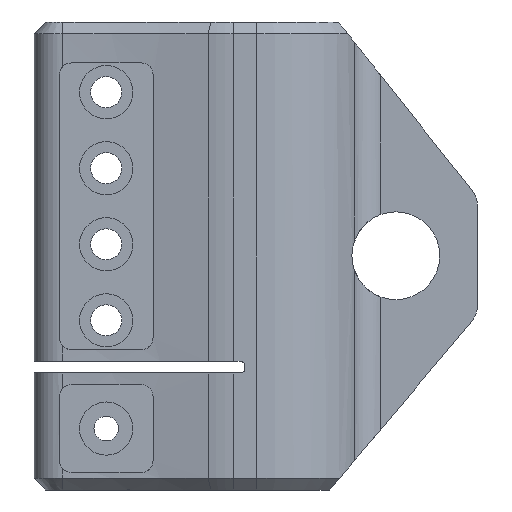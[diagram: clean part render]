
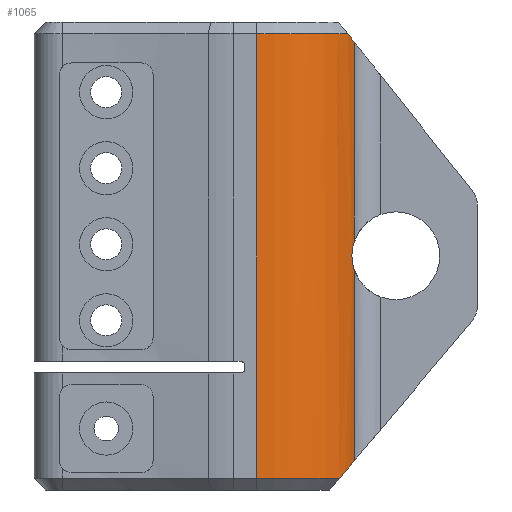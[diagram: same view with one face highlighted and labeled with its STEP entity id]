
A CAD part, front view. The second image highlights one B-rep face of the part: STEP entity #1065.
In plain terms, the highlighted cylindrical face has radius 18.5 mm (diameter 37 mm), a partial arc.
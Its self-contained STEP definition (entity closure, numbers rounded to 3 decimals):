
#53 = CARTESIAN_POINT ( 'NONE',  ( 18.741, -7.872, 42.545 ) ) ;
#61 = VECTOR ( 'NONE', #877, 1000. ) ;
#103 = AXIS2_PLACEMENT_3D ( 'NONE', #1186, #131, #2622 ) ;
#131 = DIRECTION ( 'NONE',  ( 0., 0., -1. ) ) ;
#152 = ORIENTED_EDGE ( 'NONE', *, *, #4123, .T. ) ;
#285 = CARTESIAN_POINT ( 'NONE',  ( 18.617, -8.138, 42.192 ) ) ;
#373 = CARTESIAN_POINT ( 'NONE',  ( 18.741, -7.872, 80. ) ) ;
#400 = EDGE_CURVE ( 'NONE', #3016, #4578, #1837, .T. ) ;
#612 = CARTESIAN_POINT ( 'NONE',  ( 17.208, -10.653, 3.21 ) ) ;
#641 = CARTESIAN_POINT ( 'NONE',  ( 18.311, -8.728, 39.815 ) ) ;
#669 = CARTESIAN_POINT ( 'NONE',  ( 18.741, -7.872, 5.027 ) ) ;
#710 = CARTESIAN_POINT ( 'NONE',  ( 2., -18.5, 2. ) ) ;
#719 = CARTESIAN_POINT ( 'NONE',  ( 2., -18.5, 78. ) ) ;
#782 = ORIENTED_EDGE ( 'NONE', *, *, #2744, .T. ) ;
#877 = DIRECTION ( 'NONE',  ( 0., 0., -1. ) ) ;
#901 = CARTESIAN_POINT ( 'NONE',  ( 2., 0., 78. ) ) ;
#920 = CARTESIAN_POINT ( 'NONE',  ( 18.064, -9.312, 4.225 ) ) ;
#1045 = CIRCLE ( 'NONE', #1642, 18.5 ) ;
#1065 = ADVANCED_FACE ( 'NONE', ( #1915 ), #2995, .T. ) ;
#1075 = DIRECTION ( 'NONE',  ( 0., 0., 1. ) ) ;
#1143 = LINE ( 'NONE', #373, #3578 ) ;
#1186 = CARTESIAN_POINT ( 'NONE',  ( 2., 0., 80. ) ) ;
#1192 = DIRECTION ( 'NONE',  ( 1., 0., 0. ) ) ;
#1240 = EDGE_CURVE ( 'NONE', #2997, #2007, #1692, .T. ) ;
#1345 = AXIS2_PLACEMENT_3D ( 'NONE', #2973, #4439, #1192 ) ;
#1375 = CARTESIAN_POINT ( 'NONE',  ( 17.587, -9.964, 78. ) ) ;
#1393 = DIRECTION ( 'NONE',  ( 1., 0., 0. ) ) ;
#1395 = CARTESIAN_POINT ( 'NONE',  ( 18.363, -8.632, 40.946 ) ) ;
#1577 = EDGE_CURVE ( 'NONE', #3016, #2858, #2506, .T. ) ;
#1604 = LINE ( 'NONE', #4456, #61 ) ;
#1642 = AXIS2_PLACEMENT_3D ( 'NONE', #901, #3748, #1393 ) ;
#1689 = CARTESIAN_POINT ( 'NONE',  ( 16.187, -11.873, 2. ) ) ;
#1692 =( BOUNDED_CURVE ( )  B_SPLINE_CURVE ( 3, ( #2713, #2992, #1992, #3778 ),
 .UNSPECIFIED., .F., .T. ) 
 B_SPLINE_CURVE_WITH_KNOTS ( ( 4, 4 ),
 ( 5.714, 5.844 ),
 .UNSPECIFIED. ) 
 CURVE ( )  GEOMETRIC_REPRESENTATION_ITEM ( )  RATIONAL_B_SPLINE_CURVE ( ( 1., 0.999, 0.999, 1. ) ) 
 REPRESENTATION_ITEM ( '' )  );
#1720 = CARTESIAN_POINT ( 'NONE',  ( 18.322, -8.709, 39.589 ) ) ;
#1764 = CARTESIAN_POINT ( 'NONE',  ( 18.62, -8.126, 37.903 ) ) ;
#1837 =( BOUNDED_CURVE ( )  B_SPLINE_CURVE ( 3, ( #3422, #920, #612, #3100 ),
 .UNSPECIFIED., .F., .T. ) 
 B_SPLINE_CURVE_WITH_KNOTS ( ( 4, 4 ),
 ( 3.581, 3.838 ),
 .UNSPECIFIED. ) 
 CURVE ( )  GEOMETRIC_REPRESENTATION_ITEM ( )  RATIONAL_B_SPLINE_CURVE ( ( 1., 0.994, 0.994, 1. ) ) 
 REPRESENTATION_ITEM ( '' )  );
#1890 = ORIENTED_EDGE ( 'NONE', *, *, #4384, .F. ) ;
#1915 = FACE_OUTER_BOUND ( 'NONE', #2193, .T. ) ;
#1992 = CARTESIAN_POINT ( 'NONE',  ( 18.402, -8.594, 76.974 ) ) ;
#2007 = VERTEX_POINT ( 'NONE', #4333 ) ;
#2033 = CARTESIAN_POINT ( 'NONE',  ( 18.515, -8.337, 38.294 ) ) ;
#2042 = B_SPLINE_CURVE_WITH_KNOTS ( 'NONE', 3,
 ( #4195, #285, #3173, #4592, #1395, #2826, #2848, #641, #1720, #4243, #2475, #3887, #2033, #1764, #3194, #2082 ),
 .UNSPECIFIED., .F., .F.,
 ( 4, 2, 2, 2, 2, 2, 2, 4 ),
 ( 0., 0.001, 0.002, 0.003, 0.003, 0.004, 0.005, 0.005 ),
 .UNSPECIFIED. ) ;
#2082 = CARTESIAN_POINT ( 'NONE',  ( 18.741, -7.872, 37.539 ) ) ;
#2193 = EDGE_LOOP ( 'NONE', ( #1890, #2560, #2528, #4294, #152, #782, #3750, #2408 ) ) ;
#2232 = EDGE_CURVE ( 'NONE', #2997, #4011, #1045, .T. ) ;
#2408 = ORIENTED_EDGE ( 'NONE', *, *, #1577, .T. ) ;
#2475 = CARTESIAN_POINT ( 'NONE',  ( 18.393, -8.576, 38.922 ) ) ;
#2506 = LINE ( 'NONE', #4006, #3153 ) ;
#2528 = ORIENTED_EDGE ( 'NONE', *, *, #1240, .F. ) ;
#2560 = ORIENTED_EDGE ( 'NONE', *, *, #2607, .T. ) ;
#2607 = EDGE_CURVE ( 'NONE', #3070, #2007, #1143, .T. ) ;
#2622 = DIRECTION ( 'NONE',  ( -1., 0., 0. ) ) ;
#2713 = CARTESIAN_POINT ( 'NONE',  ( 17.587, -9.964, 78. ) ) ;
#2744 = EDGE_CURVE ( 'NONE', #4411, #4578, #3359, .T. ) ;
#2788 = CARTESIAN_POINT ( 'NONE',  ( 18.741, -7.872, 37.539 ) ) ;
#2826 = CARTESIAN_POINT ( 'NONE',  ( 18.322, -8.708, 40.502 ) ) ;
#2848 = CARTESIAN_POINT ( 'NONE',  ( 18.312, -8.728, 40.273 ) ) ;
#2858 = VERTEX_POINT ( 'NONE', #2788 ) ;
#2973 = CARTESIAN_POINT ( 'NONE',  ( 2., 0., 2. ) ) ;
#2992 = CARTESIAN_POINT ( 'NONE',  ( 18.017, -9.292, 77.459 ) ) ;
#2995 = CYLINDRICAL_SURFACE ( 'NONE', #103, 18.5 ) ;
#2997 = VERTEX_POINT ( 'NONE', #1375 ) ;
#3016 = VERTEX_POINT ( 'NONE', #669 ) ;
#3070 = VERTEX_POINT ( 'NONE', #53 ) ;
#3100 = CARTESIAN_POINT ( 'NONE',  ( 16.187, -11.873, 2. ) ) ;
#3153 = VECTOR ( 'NONE', #3222, 1000. ) ;
#3173 = CARTESIAN_POINT ( 'NONE',  ( 18.508, -8.352, 41.804 ) ) ;
#3194 = CARTESIAN_POINT ( 'NONE',  ( 18.679, -8.005, 37.716 ) ) ;
#3222 = DIRECTION ( 'NONE',  ( 0., 0., 1. ) ) ;
#3359 = CIRCLE ( 'NONE', #1345, 18.5 ) ;
#3422 = CARTESIAN_POINT ( 'NONE',  ( 18.741, -7.872, 5.027 ) ) ;
#3578 = VECTOR ( 'NONE', #1075, 1000. ) ;
#3748 = DIRECTION ( 'NONE',  ( 0., 0., -1. ) ) ;
#3750 = ORIENTED_EDGE ( 'NONE', *, *, #400, .F. ) ;
#3778 = CARTESIAN_POINT ( 'NONE',  ( 18.741, -7.872, 76.546 ) ) ;
#3887 = CARTESIAN_POINT ( 'NONE',  ( 18.469, -8.427, 38.497 ) ) ;
#4006 = CARTESIAN_POINT ( 'NONE',  ( 18.741, -7.872, 80. ) ) ;
#4011 = VERTEX_POINT ( 'NONE', #719 ) ;
#4123 = EDGE_CURVE ( 'NONE', #4011, #4411, #1604, .T. ) ;
#4195 = CARTESIAN_POINT ( 'NONE',  ( 18.741, -7.872, 42.545 ) ) ;
#4243 = CARTESIAN_POINT ( 'NONE',  ( 18.362, -8.633, 39.144 ) ) ;
#4294 = ORIENTED_EDGE ( 'NONE', *, *, #2232, .T. ) ;
#4333 = CARTESIAN_POINT ( 'NONE',  ( 18.741, -7.872, 76.546 ) ) ;
#4384 = EDGE_CURVE ( 'NONE', #3070, #2858, #2042, .T. ) ;
#4411 = VERTEX_POINT ( 'NONE', #710 ) ;
#4439 = DIRECTION ( 'NONE',  ( 0., 0., 1. ) ) ;
#4456 = CARTESIAN_POINT ( 'NONE',  ( 2., -18.5, 80. ) ) ;
#4578 = VERTEX_POINT ( 'NONE', #1689 ) ;
#4592 = CARTESIAN_POINT ( 'NONE',  ( 18.393, -8.575, 41.164 ) ) ;
